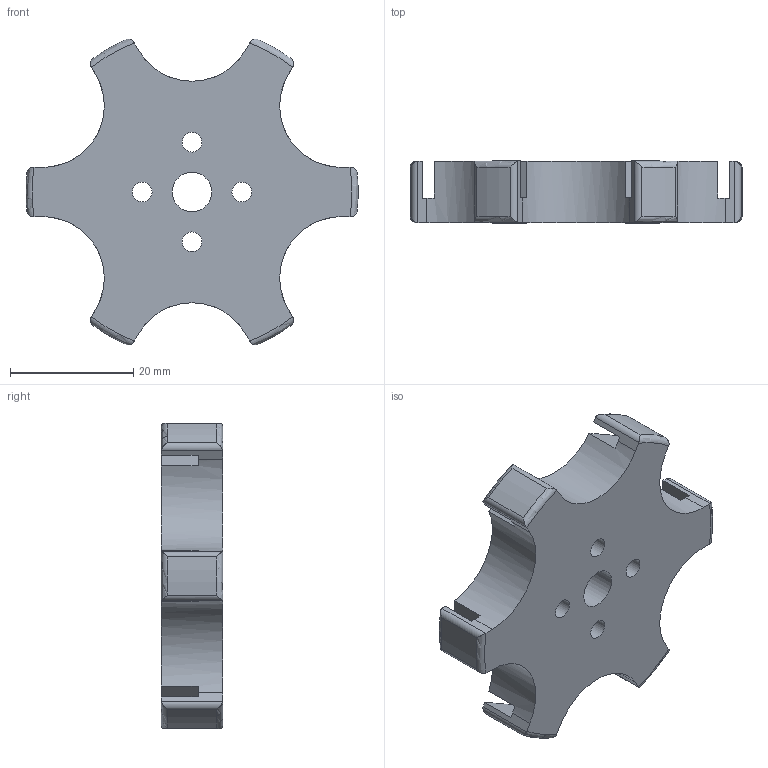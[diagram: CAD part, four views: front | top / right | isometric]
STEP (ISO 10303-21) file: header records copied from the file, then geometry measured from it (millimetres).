
FILE_DESCRIPTION(/* description */ (''),/* implementation_level */ '2;1');
FILE_NAME(/* name */ '',/* time_stamp */ '2025-12-23T18:17:06+03:00',/* author */ ('Phantom_HP2'),/* organization */ (''),/* preprocessor_version */ 'ST-DEVELOPER v20.1',/* originating_system */ 'Autodesk Inventor 2026',/* authorisation */ '');
FILE_SCHEMA (('AUTOMOTIVE_DESIGN { 1 0 10303 214 3 1 1 }'));
Length unit declared in the file: millimetre
Products named in the file (1): крючки
Bounding box: 53.96 x 10 x 49.73 mm (x, y, z)
Volume: 14099.6 mm3; surface area: 5933.7 mm2
Topology: 1 solids, 1 shells, 79 faces, 231 edges, 158 vertices
Faces by surface type: plane 38, cylinder 29, torus 12
Full cylindrical faces by diameter (mm): 3.2 x4, 6.4 x1
Entity records: 2943 total; most frequent: CARTESIAN_POINT 805, ORIENTED_EDGE 462, DIRECTION 401, EDGE_CURVE 231, VERTEX_POINT 154, AXIS2_PLACEMENT_3D 138, LINE 125, VECTOR 125
